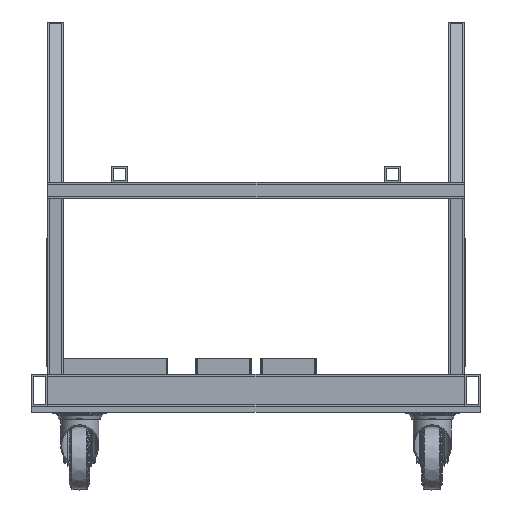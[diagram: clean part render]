
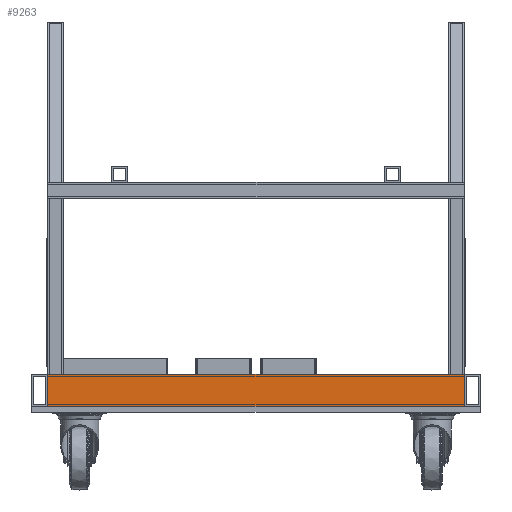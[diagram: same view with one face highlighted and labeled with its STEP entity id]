
A CAD part, front view. The second image highlights one B-rep face of the part: STEP entity #9263.
In plain terms, the highlighted face is planar.
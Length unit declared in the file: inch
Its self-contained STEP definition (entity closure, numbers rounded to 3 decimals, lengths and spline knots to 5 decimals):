
#690=PLANE('',#10376);
#1254=FACE_OUTER_BOUND('',#1842,.T.);
#1842=EDGE_LOOP('',(#7989,#7990,#7991,#7992));
#2538=LINE('',#16271,#3306);
#2541=LINE('',#16277,#3309);
#2544=LINE('',#16283,#3312);
#2547=LINE('',#16287,#3315);
#3306=VECTOR('',#12686,0.3937);
#3309=VECTOR('',#12691,0.3937);
#3312=VECTOR('',#12696,0.3937);
#3315=VECTOR('',#12701,0.3937);
#4618=VERTEX_POINT('',#16268);
#4619=VERTEX_POINT('',#16270);
#4621=VERTEX_POINT('',#16276);
#4623=VERTEX_POINT('',#16282);
#5772=EDGE_CURVE('',#4619,#4618,#2538,.T.);
#5775=EDGE_CURVE('',#4621,#4619,#2541,.T.);
#5778=EDGE_CURVE('',#4623,#4621,#2544,.T.);
#5781=EDGE_CURVE('',#4618,#4623,#2547,.T.);
#7989=ORIENTED_EDGE('',*,*,#5781,.T.);
#7990=ORIENTED_EDGE('',*,*,#5778,.T.);
#7991=ORIENTED_EDGE('',*,*,#5775,.T.);
#7992=ORIENTED_EDGE('',*,*,#5772,.T.);
#9263=ADVANCED_FACE('',(#1254),#690,.T.);
#10376=AXIS2_PLACEMENT_3D('',#16288,#12702,#12703);
#12686=DIRECTION('',(0.,-1.,0.));
#12691=DIRECTION('',(-1.,0.,0.));
#12696=DIRECTION('',(0.,1.,0.));
#12701=DIRECTION('',(1.,0.,0.));
#12702=DIRECTION('center_axis',(0.,0.,1.));
#12703=DIRECTION('ref_axis',(1.,0.,0.));
#16268=CARTESIAN_POINT('',(1.,-2.,1.));
#16270=CARTESIAN_POINT('',(1.,0.,1.));
#16271=CARTESIAN_POINT('',(1.,-2.,1.));
#16276=CARTESIAN_POINT('',(27.,0.,1.));
#16277=CARTESIAN_POINT('',(1.,0.,1.));
#16282=CARTESIAN_POINT('',(27.,-2.,1.));
#16283=CARTESIAN_POINT('',(27.,0.,1.));
#16287=CARTESIAN_POINT('',(27.,-2.,1.));
#16288=CARTESIAN_POINT('Origin',(14.,-1.,1.));
